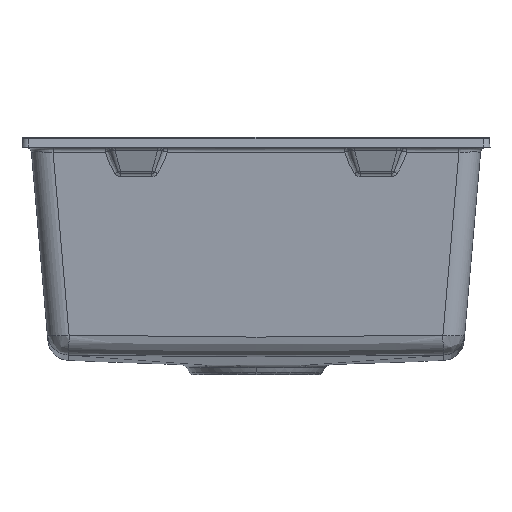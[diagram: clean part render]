
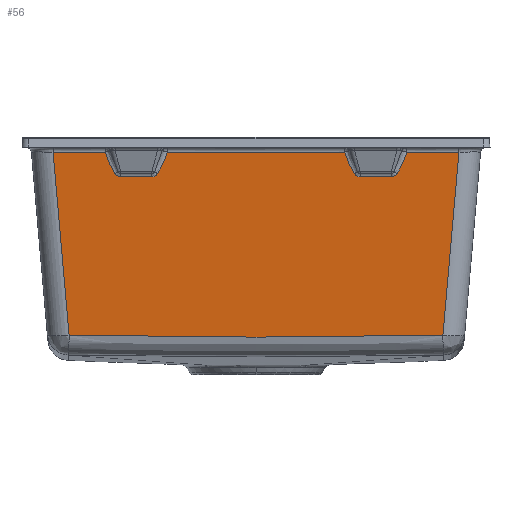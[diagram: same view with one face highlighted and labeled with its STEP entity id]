
A CAD part, front view. The second image highlights one B-rep face of the part: STEP entity #56.
In plain terms, the highlighted planar face has unit normal (0, -0.996, -0.087).
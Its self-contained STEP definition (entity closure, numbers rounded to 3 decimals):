
#56=ADVANCED_FACE('',(#243),#2557,.T.);
#243=FACE_OUTER_BOUND('',#431,.T.);
#431=EDGE_LOOP('',(#759,#760,#761,#762,#763,#764,#765,#766,#767,#768,#769,
#770,#771,#772,#773,#774));
#759=ORIENTED_EDGE('',*,*,#1559,.F.);
#760=ORIENTED_EDGE('',*,*,#1826,.F.);
#761=ORIENTED_EDGE('',*,*,#1560,.F.);
#762=ORIENTED_EDGE('',*,*,#1822,.F.);
#763=ORIENTED_EDGE('',*,*,#1561,.F.);
#764=ORIENTED_EDGE('',*,*,#1562,.F.);
#765=ORIENTED_EDGE('',*,*,#1563,.F.);
#766=ORIENTED_EDGE('',*,*,#1838,.F.);
#767=ORIENTED_EDGE('',*,*,#1564,.F.);
#768=ORIENTED_EDGE('',*,*,#1833,.F.);
#769=ORIENTED_EDGE('',*,*,#1565,.F.);
#770=ORIENTED_EDGE('',*,*,#1566,.F.);
#771=ORIENTED_EDGE('',*,*,#1595,.F.);
#772=ORIENTED_EDGE('',*,*,#1567,.F.);
#773=ORIENTED_EDGE('',*,*,#1586,.F.);
#774=ORIENTED_EDGE('',*,*,#1558,.F.);
#1558=EDGE_CURVE('',#2426,#2427,#1908,.T.);
#1559=EDGE_CURVE('',#2428,#2426,#2117,.T.);
#1560=EDGE_CURVE('',#2430,#2429,#1909,.T.);
#1561=EDGE_CURVE('',#2432,#2431,#2118,.T.);
#1562=EDGE_CURVE('',#2433,#2432,#1910,.T.);
#1563=EDGE_CURVE('',#2434,#2433,#2119,.T.);
#1564=EDGE_CURVE('',#2436,#2435,#1911,.T.);
#1565=EDGE_CURVE('',#2438,#2437,#2120,.T.);
#1566=EDGE_CURVE('',#2439,#2438,#1912,.T.);
#1567=EDGE_CURVE('',#2441,#2440,#1913,.T.);
#1586=EDGE_CURVE('',#2427,#2441,#1916,.T.);
#1595=EDGE_CURVE('',#2440,#2439,#1921,.T.);
#1822=EDGE_CURVE('',#2431,#2430,#2269,.T.);
#1826=EDGE_CURVE('',#2429,#2428,#2273,.T.);
#1833=EDGE_CURVE('',#2437,#2436,#2280,.T.);
#1838=EDGE_CURVE('',#2435,#2434,#2285,.T.);
#1908=B_SPLINE_CURVE_WITH_KNOTS('',1,(#8385,#8386),.UNSPECIFIED.,.F.,.F.,
(2,2),(-47.885,0.),.UNSPECIFIED.);
#1909=B_SPLINE_CURVE_WITH_KNOTS('',1,(#8391,#8392),.UNSPECIFIED.,.F.,.F.,
(2,2),(-28.609,0.),.UNSPECIFIED.);
#1910=B_SPLINE_CURVE_WITH_KNOTS('',1,(#8397,#8398),.UNSPECIFIED.,.F.,.F.,
(2,2),(-162.934,0.),.UNSPECIFIED.);
#1911=B_SPLINE_CURVE_WITH_KNOTS('',1,(#8403,#8404),.UNSPECIFIED.,.F.,.F.,
(2,2),(-28.609,0.),.UNSPECIFIED.);
#1912=B_SPLINE_CURVE_WITH_KNOTS('',1,(#8409,#8410),.UNSPECIFIED.,.F.,.F.,
(2,2),(-47.885,0.),.UNSPECIFIED.);
#1913=B_SPLINE_CURVE_WITH_KNOTS('',3,(#8411,#8412,#8413,#8414,#8415,#8416,
#8417,#8418,#8419),.UNSPECIFIED.,.F.,.F.,(4,2,1,2,4),(-343.436,
-257.577,-171.718,-85.859,0.),.UNSPECIFIED.);
#1916=B_SPLINE_CURVE_WITH_KNOTS('',1,(#8492,#8493),.UNSPECIFIED.,.F.,.F.,
(2,2),(0.,169.45),.UNSPECIFIED.);
#1921=B_SPLINE_CURVE_WITH_KNOTS('',1,(#8514,#8515),.UNSPECIFIED.,.F.,.F.,
(2,2),(0.,169.45),.UNSPECIFIED.);
#2117=(
BOUNDED_CURVE()
B_SPLINE_CURVE(3,(#8387,#8388,#8389,#8390),.UNSPECIFIED.,.F.,.F.)
B_SPLINE_CURVE_WITH_KNOTS((4,4),(-21.826,0.),.UNSPECIFIED.)
CURVE()
GEOMETRIC_REPRESENTATION_ITEM()
RATIONAL_B_SPLINE_CURVE((1.,0.964,0.964,1.))
REPRESENTATION_ITEM('')
);
#2118=(
BOUNDED_CURVE()
B_SPLINE_CURVE(3,(#8393,#8394,#8395,#8396),.UNSPECIFIED.,.F.,.F.)
B_SPLINE_CURVE_WITH_KNOTS((4,4),(-21.826,0.),.UNSPECIFIED.)
CURVE()
GEOMETRIC_REPRESENTATION_ITEM()
RATIONAL_B_SPLINE_CURVE((1.,0.964,0.964,1.))
REPRESENTATION_ITEM('')
);
#2119=(
BOUNDED_CURVE()
B_SPLINE_CURVE(3,(#8399,#8400,#8401,#8402),.UNSPECIFIED.,.F.,.F.)
B_SPLINE_CURVE_WITH_KNOTS((4,4),(-21.826,0.),.UNSPECIFIED.)
CURVE()
GEOMETRIC_REPRESENTATION_ITEM()
RATIONAL_B_SPLINE_CURVE((1.,0.964,0.964,1.))
REPRESENTATION_ITEM('')
);
#2120=(
BOUNDED_CURVE()
B_SPLINE_CURVE(3,(#8405,#8406,#8407,#8408),.UNSPECIFIED.,.F.,.F.)
B_SPLINE_CURVE_WITH_KNOTS((4,4),(-21.826,0.),.UNSPECIFIED.)
CURVE()
GEOMETRIC_REPRESENTATION_ITEM()
RATIONAL_B_SPLINE_CURVE((1.,0.964,0.964,1.))
REPRESENTATION_ITEM('')
);
#2269=(
BOUNDED_CURVE()
B_SPLINE_CURVE(2,(#9593,#9594,#9595),.UNSPECIFIED.,.F.,.F.)
B_SPLINE_CURVE_WITH_KNOTS((3,3),(0.,6.277),.UNSPECIFIED.)
CURVE()
GEOMETRIC_REPRESENTATION_ITEM()
RATIONAL_B_SPLINE_CURVE((1.,0.879,1.))
REPRESENTATION_ITEM('')
);
#2273=(
BOUNDED_CURVE()
B_SPLINE_CURVE(2,(#9605,#9606,#9607),.UNSPECIFIED.,.F.,.F.)
B_SPLINE_CURVE_WITH_KNOTS((3,3),(0.,6.277),.UNSPECIFIED.)
CURVE()
GEOMETRIC_REPRESENTATION_ITEM()
RATIONAL_B_SPLINE_CURVE((1.,0.879,1.))
REPRESENTATION_ITEM('')
);
#2280=(
BOUNDED_CURVE()
B_SPLINE_CURVE(2,(#9626,#9627,#9628),.UNSPECIFIED.,.F.,.F.)
B_SPLINE_CURVE_WITH_KNOTS((3,3),(0.,6.277),.UNSPECIFIED.)
CURVE()
GEOMETRIC_REPRESENTATION_ITEM()
RATIONAL_B_SPLINE_CURVE((1.,0.879,1.))
REPRESENTATION_ITEM('')
);
#2285=(
BOUNDED_CURVE()
B_SPLINE_CURVE(2,(#9641,#9642,#9643),.UNSPECIFIED.,.F.,.F.)
B_SPLINE_CURVE_WITH_KNOTS((3,3),(0.,6.277),.UNSPECIFIED.)
CURVE()
GEOMETRIC_REPRESENTATION_ITEM()
RATIONAL_B_SPLINE_CURVE((1.,0.879,1.))
REPRESENTATION_ITEM('')
);
#2426=VERTEX_POINT('',#7882);
#2427=VERTEX_POINT('',#7883);
#2428=VERTEX_POINT('',#7884);
#2429=VERTEX_POINT('',#7885);
#2430=VERTEX_POINT('',#7886);
#2431=VERTEX_POINT('',#7887);
#2432=VERTEX_POINT('',#7888);
#2433=VERTEX_POINT('',#7889);
#2434=VERTEX_POINT('',#7890);
#2435=VERTEX_POINT('',#7891);
#2436=VERTEX_POINT('',#7892);
#2437=VERTEX_POINT('',#7893);
#2438=VERTEX_POINT('',#7894);
#2439=VERTEX_POINT('',#7895);
#2440=VERTEX_POINT('',#7896);
#2441=VERTEX_POINT('',#7897);
#2557=PLANE('',#2760);
#2760=AXIS2_PLACEMENT_3D('',#3669,#2832,$);
#2832=DIRECTION('',(0.,-0.996,-0.087));
#3669=CARTESIAN_POINT('',(-223.702,-298.938,-200.642));
#7882=CARTESIAN_POINT('',(138.533,-315.305,-13.564));
#7883=CARTESIAN_POINT('',(186.418,-315.305,-13.564));
#7884=CARTESIAN_POINT('',(129.6,-313.58,-33.281));
#7885=CARTESIAN_POINT('',(124.304,-313.33,-36.137));
#7886=CARTESIAN_POINT('',(95.696,-313.33,-36.137));
#7887=CARTESIAN_POINT('',(90.4,-313.58,-33.281));
#7888=CARTESIAN_POINT('',(81.467,-315.305,-13.564));
#7889=CARTESIAN_POINT('',(-81.467,-315.305,-13.564));
#7890=CARTESIAN_POINT('',(-90.4,-313.58,-33.281));
#7891=CARTESIAN_POINT('',(-95.696,-313.33,-36.137));
#7892=CARTESIAN_POINT('',(-124.304,-313.33,-36.137));
#7893=CARTESIAN_POINT('',(-129.6,-313.58,-33.281));
#7894=CARTESIAN_POINT('',(-138.533,-315.305,-13.564));
#7895=CARTESIAN_POINT('',(-186.418,-315.305,-13.564));
#7896=CARTESIAN_POINT('',(-171.705,-300.593,-181.732));
#7897=CARTESIAN_POINT('',(171.705,-300.593,-181.732));
#8385=CARTESIAN_POINT('',(138.533,-315.305,-13.564));
#8386=CARTESIAN_POINT('',(186.418,-315.305,-13.564));
#8387=CARTESIAN_POINT('',(129.6,-313.58,-33.281));
#8388=CARTESIAN_POINT('',(132.693,-313.993,-28.559));
#8389=CARTESIAN_POINT('',(135.783,-314.59,-21.74));
#8390=CARTESIAN_POINT('',(138.533,-315.305,-13.564));
#8391=CARTESIAN_POINT('',(95.696,-313.33,-36.137));
#8392=CARTESIAN_POINT('',(124.304,-313.33,-36.137));
#8393=CARTESIAN_POINT('',(81.467,-315.305,-13.564));
#8394=CARTESIAN_POINT('',(84.217,-314.59,-21.74));
#8395=CARTESIAN_POINT('',(87.307,-313.993,-28.559));
#8396=CARTESIAN_POINT('',(90.4,-313.58,-33.281));
#8397=CARTESIAN_POINT('',(-81.467,-315.305,-13.564));
#8398=CARTESIAN_POINT('',(81.467,-315.305,-13.564));
#8399=CARTESIAN_POINT('',(-90.4,-313.58,-33.281));
#8400=CARTESIAN_POINT('',(-87.307,-313.993,-28.559));
#8401=CARTESIAN_POINT('',(-84.217,-314.59,-21.74));
#8402=CARTESIAN_POINT('',(-81.467,-315.305,-13.564));
#8403=CARTESIAN_POINT('',(-124.304,-313.33,-36.137));
#8404=CARTESIAN_POINT('',(-95.696,-313.33,-36.137));
#8405=CARTESIAN_POINT('',(-138.533,-315.305,-13.564));
#8406=CARTESIAN_POINT('',(-135.783,-314.59,-21.74));
#8407=CARTESIAN_POINT('',(-132.693,-313.993,-28.559));
#8408=CARTESIAN_POINT('',(-129.6,-313.58,-33.281));
#8409=CARTESIAN_POINT('',(-186.418,-315.305,-13.564));
#8410=CARTESIAN_POINT('',(-138.533,-315.305,-13.564));
#8411=CARTESIAN_POINT('',(171.705,-300.593,-181.732));
#8412=CARTESIAN_POINT('',(143.088,-300.546,-182.267));
#8413=CARTESIAN_POINT('',(114.47,-300.507,-182.707));
#8414=CARTESIAN_POINT('',(57.235,-300.454,-183.311));
#8415=CARTESIAN_POINT('',(0.,-300.426,-183.635));
#8416=CARTESIAN_POINT('',(-57.235,-300.454,-183.311));
#8417=CARTESIAN_POINT('',(-114.47,-300.507,-182.707));
#8418=CARTESIAN_POINT('',(-143.088,-300.546,-182.267));
#8419=CARTESIAN_POINT('',(-171.705,-300.593,-181.732));
#8492=CARTESIAN_POINT('',(186.418,-315.305,-13.564));
#8493=CARTESIAN_POINT('',(171.705,-300.593,-181.732));
#8514=CARTESIAN_POINT('',(-171.705,-300.593,-181.732));
#8515=CARTESIAN_POINT('',(-186.418,-315.305,-13.564));
#9593=CARTESIAN_POINT('',(90.4,-313.58,-33.281));
#9594=CARTESIAN_POINT('',(92.272,-313.33,-36.137));
#9595=CARTESIAN_POINT('',(95.696,-313.33,-36.137));
#9605=CARTESIAN_POINT('',(124.304,-313.33,-36.137));
#9606=CARTESIAN_POINT('',(127.728,-313.33,-36.137));
#9607=CARTESIAN_POINT('',(129.6,-313.58,-33.281));
#9626=CARTESIAN_POINT('',(-129.6,-313.58,-33.281));
#9627=CARTESIAN_POINT('',(-127.728,-313.33,-36.137));
#9628=CARTESIAN_POINT('',(-124.304,-313.33,-36.137));
#9641=CARTESIAN_POINT('',(-95.696,-313.33,-36.137));
#9642=CARTESIAN_POINT('',(-92.272,-313.33,-36.137));
#9643=CARTESIAN_POINT('',(-90.4,-313.58,-33.281));
